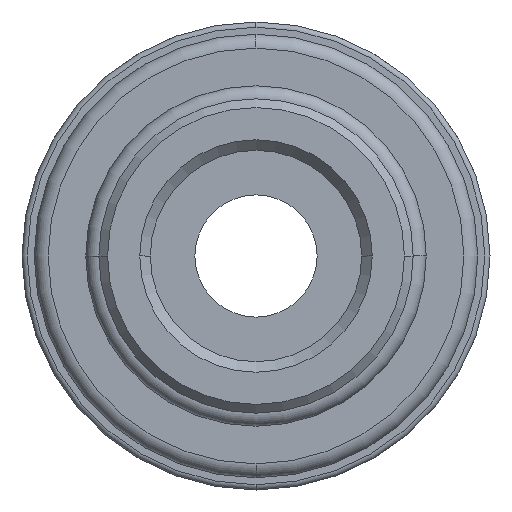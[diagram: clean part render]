
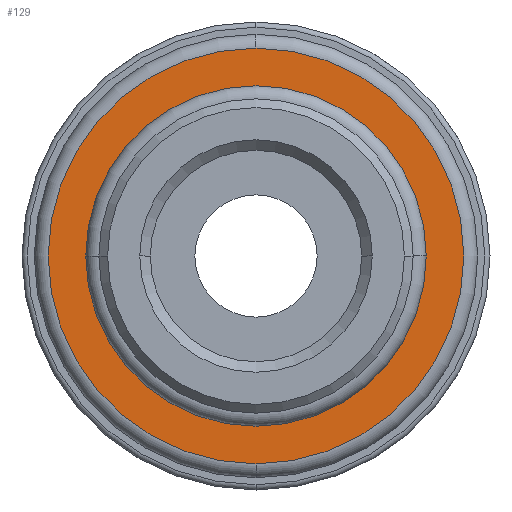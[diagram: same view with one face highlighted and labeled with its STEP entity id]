
A CAD part, front view. The second image highlights one B-rep face of the part: STEP entity #129.
In plain terms, the highlighted planar face has unit normal (0, -1, 0).
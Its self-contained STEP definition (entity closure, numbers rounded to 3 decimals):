
#129=ADVANCED_FACE('',(#324,#325),#326,.T.);
#324=FACE_BOUND('',#595,.T.);
#325=FACE_OUTER_BOUND('',#596,.T.);
#326=PLANE('',#597);
#595=EDGE_LOOP('',(#919,#920,#921));
#596=EDGE_LOOP('',(#922,#923,#924));
#597=AXIS2_PLACEMENT_3D('',#925,#926,#927);
#919=ORIENTED_EDGE('',*,*,#1588,.T.);
#920=ORIENTED_EDGE('',*,*,#1589,.T.);
#921=ORIENTED_EDGE('',*,*,#1590,.T.);
#922=ORIENTED_EDGE('',*,*,#1551,.F.);
#923=ORIENTED_EDGE('',*,*,#1550,.F.);
#924=ORIENTED_EDGE('',*,*,#1591,.F.);
#925=CARTESIAN_POINT('',(10.45,2.5,0.0));
#926=DIRECTION('',(-0.0,-1.0,-0.0));
#927=DIRECTION('',(-1.0,0.0,0.0));
#1550=EDGE_CURVE('',#1832,#1835,#1836,.T.);
#1551=EDGE_CURVE('',#1835,#1837,#1838,.T.);
#1588=EDGE_CURVE('',#1903,#1904,#1905,.T.);
#1589=EDGE_CURVE('',#1904,#1906,#1907,.T.);
#1590=EDGE_CURVE('',#1906,#1903,#1908,.T.);
#1591=EDGE_CURVE('',#1837,#1832,#1909,.T.);
#1832=VERTEX_POINT('',#2223);
#1835=VERTEX_POINT('',#2226);
#1836=CIRCLE('',#2227,11.9);
#1837=VERTEX_POINT('',#2228);
#1838=CIRCLE('',#2229,11.9);
#1903=VERTEX_POINT('',#2302);
#1904=VERTEX_POINT('',#2303);
#1905=CIRCLE('',#2304,9.75);
#1906=VERTEX_POINT('',#2305);
#1907=CIRCLE('',#2306,9.75);
#1908=CIRCLE('',#2307,9.75);
#1909=CIRCLE('',#2308,11.9);
#2223=CARTESIAN_POINT('',(0.,2.5,11.9));
#2226=CARTESIAN_POINT('',(11.9,2.5,0.0));
#2227=AXIS2_PLACEMENT_3D('',#2653,#2654,#2655);
#2228=CARTESIAN_POINT('',(0.,2.5,-11.9));
#2229=AXIS2_PLACEMENT_3D('',#2656,#2657,#2658);
#2302=CARTESIAN_POINT('',(0.,2.5,9.75));
#2303=CARTESIAN_POINT('',(9.75,2.5,0.));
#2304=AXIS2_PLACEMENT_3D('',#2730,#2731,#2732);
#2305=CARTESIAN_POINT('',(-9.75,2.5,0.));
#2306=AXIS2_PLACEMENT_3D('',#2733,#2734,#2735);
#2307=AXIS2_PLACEMENT_3D('',#2736,#2737,#2738);
#2308=AXIS2_PLACEMENT_3D('',#2739,#2740,#2741);
#2653=CARTESIAN_POINT('',(0.0,2.5,0.0));
#2654=DIRECTION('',(-0.0,1.0,0.0));
#2655=DIRECTION('',(1.0,0.0,0.0));
#2656=CARTESIAN_POINT('',(0.0,2.5,0.0));
#2657=DIRECTION('',(-0.0,1.0,0.0));
#2658=DIRECTION('',(1.0,0.0,0.0));
#2730=CARTESIAN_POINT('',(0.0,2.5,0.0));
#2731=DIRECTION('',(0.0,1.0,0.0));
#2732=DIRECTION('',(0.0,0.0,-1.0));
#2733=CARTESIAN_POINT('',(0.0,2.5,0.0));
#2734=DIRECTION('',(0.0,1.0,0.0));
#2735=DIRECTION('',(0.0,0.0,-1.0));
#2736=CARTESIAN_POINT('',(0.0,2.5,0.0));
#2737=DIRECTION('',(0.0,1.0,0.0));
#2738=DIRECTION('',(0.0,0.0,-1.0));
#2739=CARTESIAN_POINT('',(0.0,2.5,0.0));
#2740=DIRECTION('',(-0.0,1.0,0.0));
#2741=DIRECTION('',(1.0,0.0,0.0));
